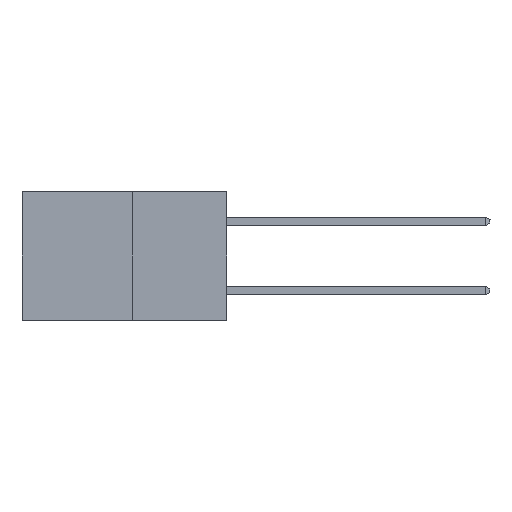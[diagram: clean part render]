
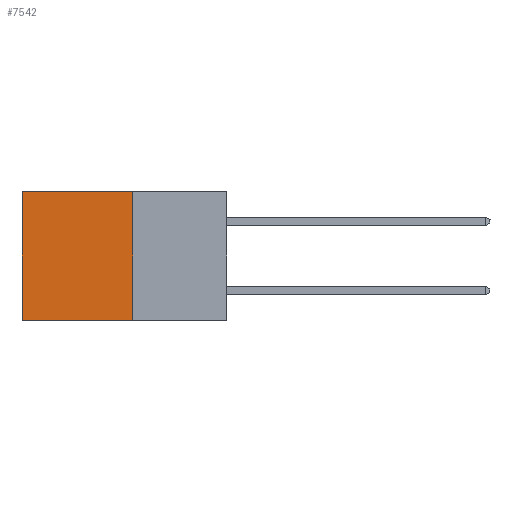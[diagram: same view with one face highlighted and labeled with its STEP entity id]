
A CAD part, left-side view. The second image highlights one B-rep face of the part: STEP entity #7542.
In plain terms, the highlighted planar face has unit normal (-1, 0, 0).
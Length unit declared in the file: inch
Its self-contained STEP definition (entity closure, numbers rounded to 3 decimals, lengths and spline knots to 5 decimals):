
#461 = CARTESIAN_POINT ( 'NONE',  ( 0.277, 0.59, -0.37 ) ) ;
#475 = VERTEX_POINT ( 'NONE', #11016 ) ;
#1529 = EDGE_LOOP ( 'NONE', ( #11526, #10951, #13324, #5701 ) ) ;
#1712 = CARTESIAN_POINT ( 'NONE',  ( 0.277, 0.27, -0.37 ) ) ;
#1831 = VERTEX_POINT ( 'NONE', #3177 ) ;
#1892 = EDGE_CURVE ( 'NONE', #1831, #4892, #3195, .T. ) ;
#1993 = LINE ( 'NONE', #6629, #11381 ) ;
#2195 = EDGE_CURVE ( 'NONE', #4411, #475, #7952, .T. ) ;
#2740 = VECTOR ( 'NONE', #5777, 39.37008 ) ;
#3121 = CARTESIAN_POINT ( 'NONE',  ( 0.277, 0.27, -0.37 ) ) ;
#3169 = DIRECTION ( 'NONE',  ( 0., 0., -1. ) ) ;
#3177 = CARTESIAN_POINT ( 'NONE',  ( 0.277, 0.59, 0. ) ) ;
#3195 = LINE ( 'NONE', #6483, #5693 ) ;
#3303 = EDGE_CURVE ( 'NONE', #4411, #1831, #1993, .T. ) ;
#3668 = DIRECTION ( 'NONE',  ( 0., 1., 0. ) ) ;
#4411 = VERTEX_POINT ( 'NONE', #11900 ) ;
#4892 = VERTEX_POINT ( 'NONE', #461 ) ;
#5693 = VECTOR ( 'NONE', #7672, 39.37008 ) ;
#5701 = ORIENTED_EDGE ( 'NONE', *, *, #3303, .T. ) ;
#5777 = DIRECTION ( 'NONE',  ( 0., 1., 0. ) ) ;
#6483 = CARTESIAN_POINT ( 'NONE',  ( 0.277, 0.59, -0.37 ) ) ;
#6629 = CARTESIAN_POINT ( 'NONE',  ( 0.277, 0.27, 0. ) ) ;
#7542 = ADVANCED_FACE ( 'NONE', ( #15042 ), #9276, .F. ) ;
#7672 = DIRECTION ( 'NONE',  ( 0., 0., -1. ) ) ;
#7952 = LINE ( 'NONE', #1712, #14035 ) ;
#8864 = AXIS2_PLACEMENT_3D ( 'NONE', #3121, #10502, #3169 ) ;
#9276 = PLANE ( 'NONE',  #8864 ) ;
#10502 = DIRECTION ( 'NONE',  ( 1., 0., 0. ) ) ;
#10951 = ORIENTED_EDGE ( 'NONE', *, *, #14004, .F. ) ;
#11016 = CARTESIAN_POINT ( 'NONE',  ( 0.277, 0.27, -0.37 ) ) ;
#11381 = VECTOR ( 'NONE', #3668, 39.37008 ) ;
#11526 = ORIENTED_EDGE ( 'NONE', *, *, #1892, .T. ) ;
#11900 = CARTESIAN_POINT ( 'NONE',  ( 0.277, 0.27, 0. ) ) ;
#12470 = LINE ( 'NONE', #14255, #2740 ) ;
#13324 = ORIENTED_EDGE ( 'NONE', *, *, #2195, .F. ) ;
#14004 = EDGE_CURVE ( 'NONE', #475, #4892, #12470, .T. ) ;
#14035 = VECTOR ( 'NONE', #14362, 39.37008 ) ;
#14255 = CARTESIAN_POINT ( 'NONE',  ( 0.277, 0.27, -0.37 ) ) ;
#14362 = DIRECTION ( 'NONE',  ( 0., 0., -1. ) ) ;
#15042 = FACE_OUTER_BOUND ( 'NONE', #1529, .T. ) ;
